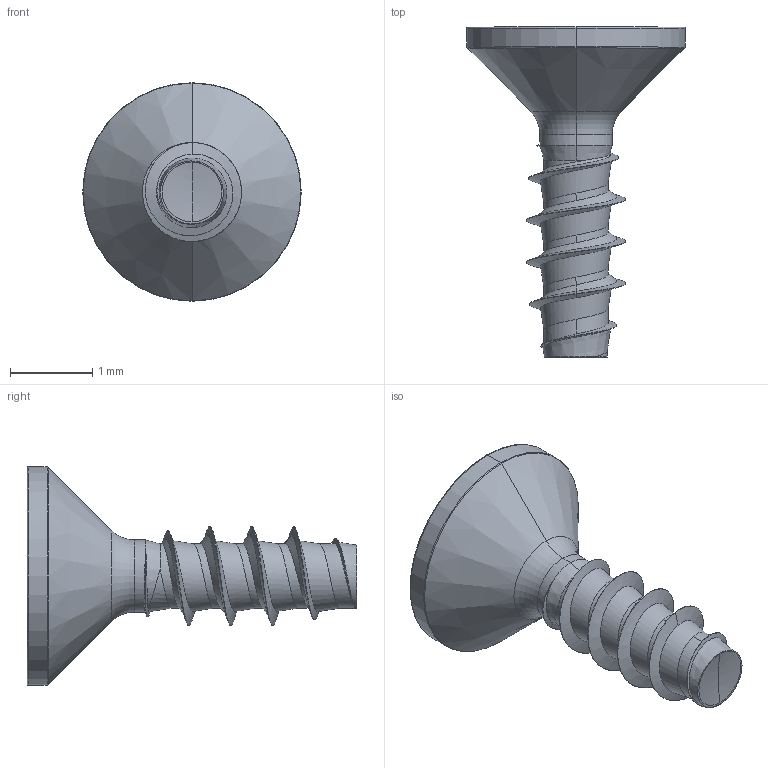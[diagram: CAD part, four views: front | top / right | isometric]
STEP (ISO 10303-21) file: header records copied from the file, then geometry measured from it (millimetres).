
FILE_DESCRIPTION (( 'STEP AP203' ), '1' );
FILE_NAME ('STP410120040.STEP', '2017-08-15T20:37:48', ( '' ), ( '' ), 'SwSTEP 2.0', 'SolidWorks 2015', '' );
FILE_SCHEMA (( 'CONFIG_CONTROL_DESIGN' ));
Length unit declared in the file: millimetre
Products named in the file (1): STP410120040
Bounding box: 2.65 x 4 x 2.65 mm (x, y, z)
Volume: 4.9 mm3; surface area: 28 mm2
Topology: 1 solids, 1 shells, 92 faces, 222 edges, 132 vertices
Faces by surface type: cylinder 35, bspline 35, cone 12, torus 6, sphere 2, plane 2
Entity records: 9891 total; most frequent: CARTESIAN_POINT 8005, ORIENTED_EDGE 440, DIRECTION 287, EDGE_CURVE 220, VERTEX_POINT 132, AXIS2_PLACEMENT_3D 118, B_SPLINE_CURVE_WITH_KNOTS 99, EDGE_LOOP 94
